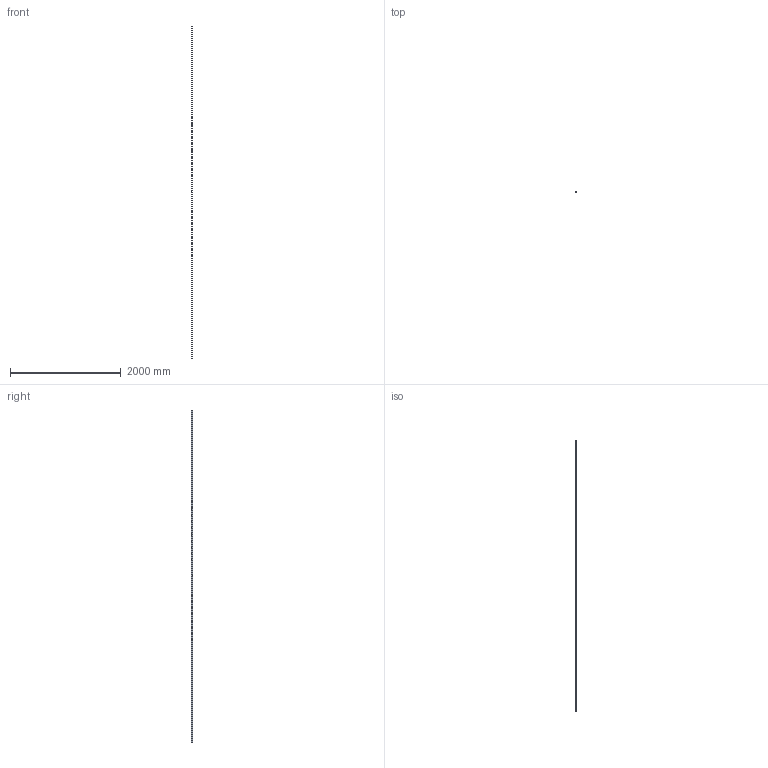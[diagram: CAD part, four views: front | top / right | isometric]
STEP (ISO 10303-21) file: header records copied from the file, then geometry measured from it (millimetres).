
FILE_DESCRIPTION (( 'STEP AP203' ), '1' );
FILE_NAME ('80500-GU-ADMK-6M.step', '2022-07-11T11:25:13', ( '' ), ( '' ), 'SwSTEP 2.0', 'SolidWorks 2018', '' );
FILE_SCHEMA (( 'CONFIG_CONTROL_DESIGN' ));
Length unit declared in the file: millimetre
Products named in the file (1): 80500-GU-ADMK-6M
Bounding box: 10.09 x 24.9 x 6000 mm (x, y, z)
Volume: 1101672.4 mm3; surface area: 415628.6 mm2
Topology: 1 solids, 1 shells, 396 faces, 1074 edges, 716 vertices
Faces by surface type: plane 220, bspline 152, cylinder 24
Entity records: 20507 total; most frequent: CARTESIAN_POINT 11435, ORIENTED_EDGE 2148, DIRECTION 1308, EDGE_CURVE 1074, LINE 722, VECTOR 722, VERTEX_POINT 716, EDGE_LOOP 432
